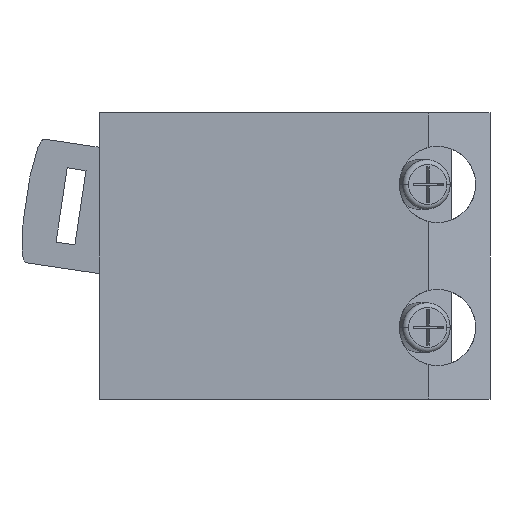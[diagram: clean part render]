
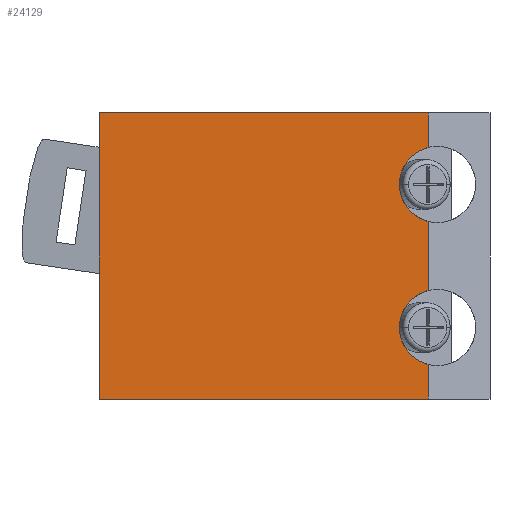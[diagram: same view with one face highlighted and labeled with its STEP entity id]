
A CAD part, front view. The second image highlights one B-rep face of the part: STEP entity #24129.
In plain terms, the highlighted planar face has unit normal (0, -1, 0).
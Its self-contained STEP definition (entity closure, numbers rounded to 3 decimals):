
#214 = VECTOR ( 'NONE', #13649, 1000. ) ;
#232 = LINE ( 'NONE', #10966, #12195 ) ;
#337 = ORIENTED_EDGE ( 'NONE', *, *, #4023, .F. ) ;
#501 = AXIS2_PLACEMENT_3D ( 'NONE', #26759, #1458, #17824 ) ;
#754 = ORIENTED_EDGE ( 'NONE', *, *, #28479, .T. ) ;
#1054 = CARTESIAN_POINT ( 'NONE',  ( 34.5, -4.5, -26.373 ) ) ;
#1250 = CARTESIAN_POINT ( 'NONE',  ( 34.5, -4.5, -3.627 ) ) ;
#1458 = DIRECTION ( 'NONE',  ( 0., -1., 0. ) ) ;
#1531 = VERTEX_POINT ( 'NONE', #1054 ) ;
#2051 = LINE ( 'NONE', #21356, #19910 ) ;
#2244 = ORIENTED_EDGE ( 'NONE', *, *, #4392, .F. ) ;
#2631 = ORIENTED_EDGE ( 'NONE', *, *, #28441, .T. ) ;
#2817 = LINE ( 'NONE', #7356, #26552 ) ;
#3840 = AXIS2_PLACEMENT_3D ( 'NONE', #7655, #7625, #7618 ) ;
#4023 = EDGE_CURVE ( 'NONE', #7130, #1531, #8701, .T. ) ;
#4392 = EDGE_CURVE ( 'NONE', #5290, #11621, #21983, .T. ) ;
#5186 = DIRECTION ( 'NONE',  ( 0., 0., 1. ) ) ;
#5290 = VERTEX_POINT ( 'NONE', #1250 ) ;
#5953 = FACE_OUTER_BOUND ( 'NONE', #14186, .T. ) ;
#6195 = DIRECTION ( 'NONE',  ( 1., 0., 0. ) ) ;
#7130 = VERTEX_POINT ( 'NONE', #10894 ) ;
#7356 = CARTESIAN_POINT ( 'NONE',  ( 34.5, -4.5, 0. ) ) ;
#7461 = DIRECTION ( 'NONE',  ( 0., 0., -1. ) ) ;
#7618 = DIRECTION ( 'NONE',  ( 0., 0., -1. ) ) ;
#7625 = DIRECTION ( 'NONE',  ( 0., -1., 0. ) ) ;
#7655 = CARTESIAN_POINT ( 'NONE',  ( 35.5, -4.5, -7.5 ) ) ;
#8701 = CIRCLE ( 'NONE', #14130, 4. ) ;
#8790 = CARTESIAN_POINT ( 'NONE',  ( 34.5, -4.5, 0. ) ) ;
#10128 = DIRECTION ( 'NONE',  ( 0., 0., -1. ) ) ;
#10136 = DIRECTION ( 'NONE',  ( 0., -1., 0. ) ) ;
#10173 = CARTESIAN_POINT ( 'NONE',  ( 35.5, -4.5, -22.5 ) ) ;
#10330 = EDGE_CURVE ( 'NONE', #7130, #11621, #18874, .T. ) ;
#10894 = CARTESIAN_POINT ( 'NONE',  ( 34.5, -4.5, -18.627 ) ) ;
#10966 = CARTESIAN_POINT ( 'NONE',  ( 0., -4.5, -30. ) ) ;
#10975 = EDGE_CURVE ( 'NONE', #21589, #18736, #17072, .T. ) ;
#11150 = ORIENTED_EDGE ( 'NONE', *, *, #10330, .T. ) ;
#11621 = VERTEX_POINT ( 'NONE', #22941 ) ;
#12195 = VECTOR ( 'NONE', #6195, 1000. ) ;
#12430 = CARTESIAN_POINT ( 'NONE',  ( 37., -4.5, 0. ) ) ;
#12438 = CARTESIAN_POINT ( 'NONE',  ( 0., -4.5, 0. ) ) ;
#13649 = DIRECTION ( 'NONE',  ( 0., 0., 1. ) ) ;
#14130 = AXIS2_PLACEMENT_3D ( 'NONE', #10173, #10136, #10128 ) ;
#14186 = EDGE_LOOP ( 'NONE', ( #337, #11150, #2244, #16901, #18294, #2631, #27827, #754 ) ) ;
#14678 = LINE ( 'NONE', #23491, #20629 ) ;
#14753 = DIRECTION ( 'NONE',  ( -1., 0., 0. ) ) ;
#16733 = DIRECTION ( 'NONE',  ( 0., 0., 1. ) ) ;
#16901 = ORIENTED_EDGE ( 'NONE', *, *, #28406, .T. ) ;
#17072 = LINE ( 'NONE', #12430, #28329 ) ;
#17824 = DIRECTION ( 'NONE',  ( 0., 0., -1. ) ) ;
#18294 = ORIENTED_EDGE ( 'NONE', *, *, #10975, .T. ) ;
#18736 = VERTEX_POINT ( 'NONE', #12438 ) ;
#18874 = LINE ( 'NONE', #8790, #214 ) ;
#19910 = VECTOR ( 'NONE', #5186, 1000. ) ;
#20017 = PLANE ( 'NONE',  #501 ) ;
#20090 = CARTESIAN_POINT ( 'NONE',  ( 34.5, -4.5, -30. ) ) ;
#20629 = VECTOR ( 'NONE', #7461, 1000. ) ;
#21356 = CARTESIAN_POINT ( 'NONE',  ( 34.5, -4.5, 0. ) ) ;
#21589 = VERTEX_POINT ( 'NONE', #23888 ) ;
#21899 = VERTEX_POINT ( 'NONE', #20090 ) ;
#21983 = CIRCLE ( 'NONE', #3840, 4. ) ;
#22264 = VERTEX_POINT ( 'NONE', #29789 ) ;
#22941 = CARTESIAN_POINT ( 'NONE',  ( 34.5, -4.5, -11.373 ) ) ;
#23491 = CARTESIAN_POINT ( 'NONE',  ( 0., -4.5, 0. ) ) ;
#23888 = CARTESIAN_POINT ( 'NONE',  ( 34.5, -4.5, 0. ) ) ;
#24129 = ADVANCED_FACE ( 'NONE', ( #5953 ), #20017, .T. ) ;
#26552 = VECTOR ( 'NONE', #16733, 1000. ) ;
#26759 = CARTESIAN_POINT ( 'NONE',  ( 0., -4.5, 0. ) ) ;
#27827 = ORIENTED_EDGE ( 'NONE', *, *, #28023, .T. ) ;
#28023 = EDGE_CURVE ( 'NONE', #22264, #21899, #232, .T. ) ;
#28329 = VECTOR ( 'NONE', #14753, 1000. ) ;
#28406 = EDGE_CURVE ( 'NONE', #5290, #21589, #2817, .T. ) ;
#28441 = EDGE_CURVE ( 'NONE', #18736, #22264, #14678, .T. ) ;
#28479 = EDGE_CURVE ( 'NONE', #21899, #1531, #2051, .T. ) ;
#29789 = CARTESIAN_POINT ( 'NONE',  ( 0., -4.5, -30. ) ) ;
